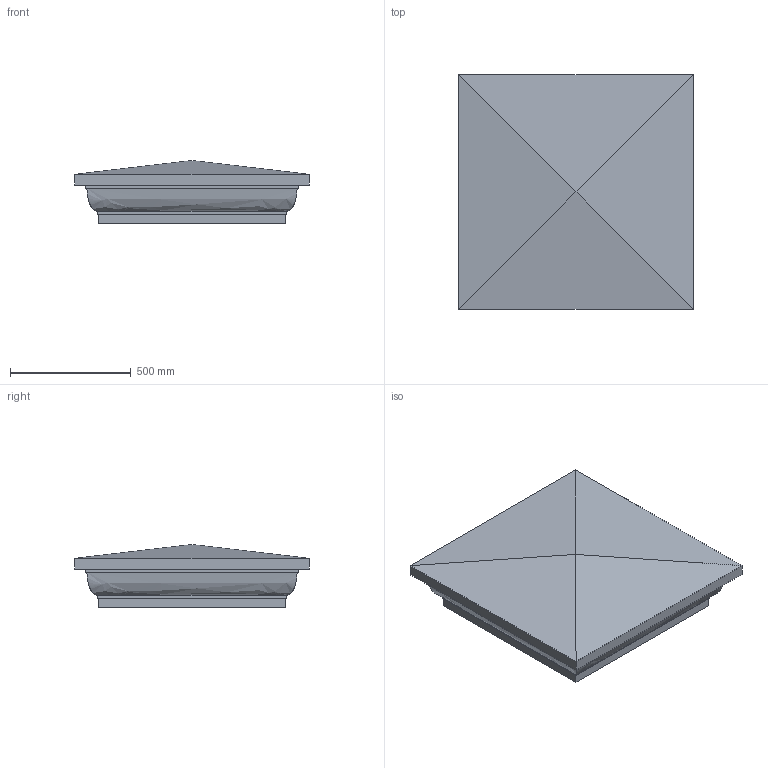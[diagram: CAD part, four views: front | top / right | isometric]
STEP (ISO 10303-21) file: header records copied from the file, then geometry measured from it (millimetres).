
FILE_DESCRIPTION(/* description */ (''),/* implementation_level */ '2;1');
FILE_NAME(/* name */ 'C - 2.step',/* time_stamp */ '2022-07-12T09:12:31-05:00',/* author */ (''),/* organization */ (''),/* preprocessor_version */ 'ST-DEVELOPER v19',/* originating_system */ 'Autodesk Translation Framework v11.7.0.108',/* authorisation */ '');
FILE_SCHEMA (('AUTOMOTIVE_DESIGN { 1 0 10303 214 3 1 1 }'));
Length unit declared in the file: inch
Products named in the file (1): C - 2
Bounding box: 971.55 x 971.55 x 260.35 mm (x, y, z)
Volume: 169442926.2 mm3; surface area: 2505777.4 mm2
Topology: 1 solids, 1 shells, 28 faces, 60 edges, 37 vertices
Faces by surface type: plane 24, bspline 4
Entity records: 782 total; most frequent: CARTESIAN_POINT 146, ORIENTED_EDGE 120, DIRECTION 114, EDGE_CURVE 60, LINE 56, VECTOR 56, VERTEX_POINT 37, EDGE_LOOP 31
